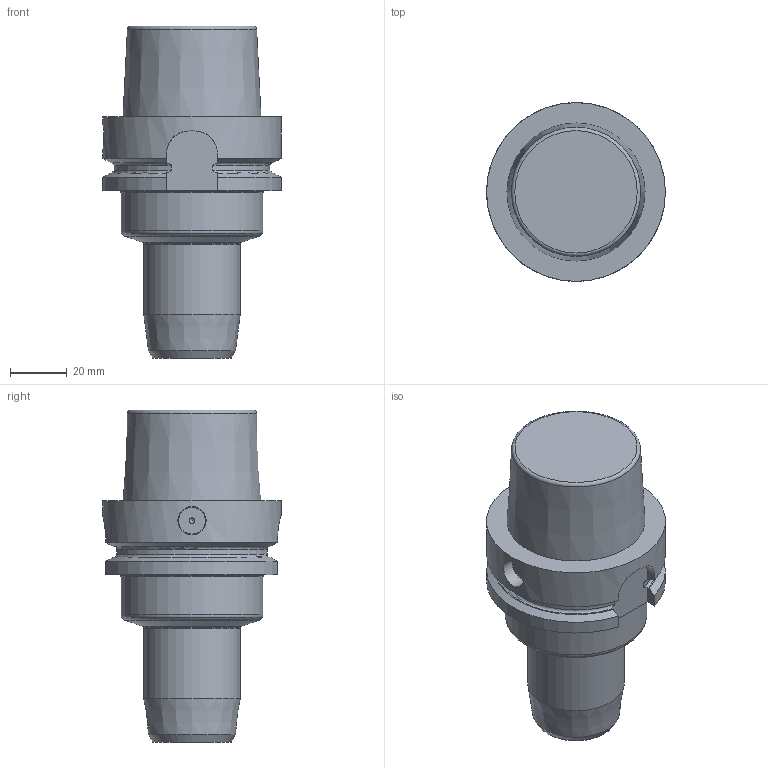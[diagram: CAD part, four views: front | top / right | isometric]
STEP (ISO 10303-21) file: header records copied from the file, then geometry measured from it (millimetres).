
FILE_DESCRIPTION(/* description */ (''),/* implementation_level */ '2;1');
FILE_NAME(/* name */ 'HSKA63-HC14-085_Basic.stp',/* time_stamp */ '2022-06-27T11:07:25+06:00',/* author */ (''),/* organization */ (''),/* preprocessor_version */ 'ST-DEVELOPER v16.7',/* originating_system */ 'SIEMENS PLM Software NX 12.0',/* authorisation */ '');
FILE_SCHEMA (('AUTOMOTIVE_DESIGN { 1 0 10303 214 3 1 1 1 }'));
Length unit declared in the file: millimetre
Products named in the file (1): inpu4850158A48b5
Bounding box: 63 x 63 x 117 mm (x, y, z)
Volume: 192844.6 mm3; surface area: 25169.9 mm2
Topology: 1 solids, 1 shells, 65 faces, 172 edges, 116 vertices
Faces by surface type: plane 27, cylinder 14, torus 13, cone 11
Full cylindrical faces by diameter (mm): 10 x1, 14 x1, 34 x1, 50 x1, 63 x1
Entity records: 2132 total; most frequent: CARTESIAN_POINT 611, DIRECTION 296, ORIENTED_EDGE 286, EDGE_CURVE 143, AXIS2_PLACEMENT_3D 121, VERTEX_POINT 104, EDGE_LOOP 88, ADVANCED_FACE 65
